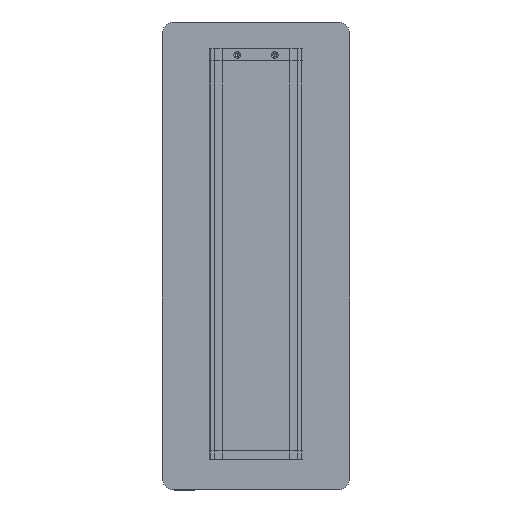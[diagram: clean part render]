
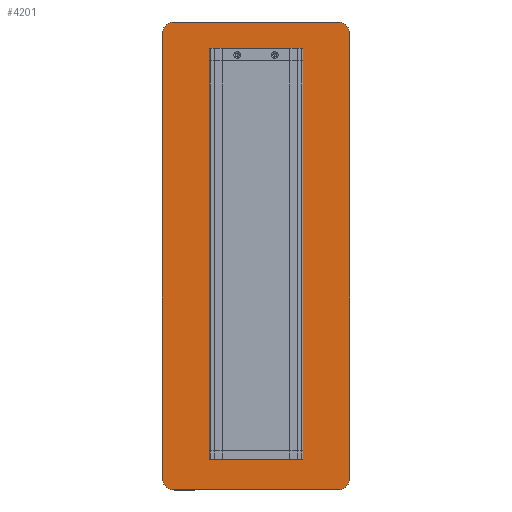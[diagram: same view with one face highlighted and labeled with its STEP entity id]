
A CAD part, top view. The second image highlights one B-rep face of the part: STEP entity #4201.
In plain terms, the highlighted planar face has unit normal (0, 0, 1).
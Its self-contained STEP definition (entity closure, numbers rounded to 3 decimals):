
#226=PLANE('',#4683);
#610=LINE('',#7100,#1004);
#614=LINE('',#7112,#1008);
#618=LINE('',#7124,#1012);
#621=LINE('',#7133,#1015);
#1004=VECTOR('',#5861,1000.);
#1008=VECTOR('',#5873,1000.);
#1012=VECTOR('',#5885,1000.);
#1015=VECTOR('',#5896,1000.);
#2136=ORIENTED_EDGE('',*,*,#2698,.T.);
#2137=ORIENTED_EDGE('',*,*,#2702,.T.);
#2138=ORIENTED_EDGE('',*,*,#2705,.T.);
#2139=ORIENTED_EDGE('',*,*,#2708,.T.);
#2140=ORIENTED_EDGE('',*,*,#2711,.T.);
#2141=ORIENTED_EDGE('',*,*,#2714,.T.);
#2142=ORIENTED_EDGE('',*,*,#2717,.T.);
#2143=ORIENTED_EDGE('',*,*,#2719,.T.);
#2698=EDGE_CURVE('',#3106,#3105,#3280,.T.);
#2702=EDGE_CURVE('',#3105,#3108,#610,.T.);
#2705=EDGE_CURVE('',#3108,#3110,#3282,.T.);
#2708=EDGE_CURVE('',#3110,#3112,#614,.T.);
#2711=EDGE_CURVE('',#3112,#3114,#3284,.T.);
#2714=EDGE_CURVE('',#3114,#3116,#618,.T.);
#2717=EDGE_CURVE('',#3116,#3118,#3286,.T.);
#2719=EDGE_CURVE('',#3118,#3106,#621,.T.);
#3105=VERTEX_POINT('',#7091);
#3106=VERTEX_POINT('',#7093);
#3108=VERTEX_POINT('',#7099);
#3110=VERTEX_POINT('',#7105);
#3112=VERTEX_POINT('',#7111);
#3114=VERTEX_POINT('',#7117);
#3116=VERTEX_POINT('',#7123);
#3118=VERTEX_POINT('',#7129);
#3280=CIRCLE('',#4669,15.);
#3282=CIRCLE('',#4673,15.);
#3284=CIRCLE('',#4677,15.);
#3286=CIRCLE('',#4681,15.);
#3584=EDGE_LOOP('',(#2136,#2137,#2138,#2139,#2140,#2141,#2142,#2143));
#3887=FACE_BOUND('',#3584,.T.);
#4201=ADVANCED_FACE('',(#3887),#226,.T.);
#4669=AXIS2_PLACEMENT_3D('',#7092,#5854,#5855);
#4673=AXIS2_PLACEMENT_3D('',#7106,#5867,#5868);
#4677=AXIS2_PLACEMENT_3D('',#7118,#5879,#5880);
#4681=AXIS2_PLACEMENT_3D('',#7130,#5891,#5892);
#4683=AXIS2_PLACEMENT_3D('',#7134,#5897,#5898);
#5854=DIRECTION('',(0.,0.,1.));
#5855=DIRECTION('',(1.,0.,0.));
#5861=DIRECTION('',(0.,-1.,0.));
#5867=DIRECTION('',(0.,0.,1.));
#5868=DIRECTION('',(1.,0.,0.));
#5873=DIRECTION('',(1.,0.,0.));
#5879=DIRECTION('',(0.,0.,1.));
#5880=DIRECTION('',(-1.,0.,0.));
#5885=DIRECTION('',(0.,1.,0.));
#5891=DIRECTION('',(0.,0.,1.));
#5892=DIRECTION('',(1.,0.,0.));
#5896=DIRECTION('',(-1.,0.,0.));
#5897=DIRECTION('',(0.,0.,1.));
#5898=DIRECTION('',(1.,0.,0.));
#7091=CARTESIAN_POINT('',(0.,225.,30.5));
#7092=CARTESIAN_POINT('',(15.,225.,30.5));
#7093=CARTESIAN_POINT('',(15.,240.,30.5));
#7099=CARTESIAN_POINT('',(0.,15.,30.5));
#7100=CARTESIAN_POINT('',(0.,225.,30.5));
#7105=CARTESIAN_POINT('',(15.,0.,30.5));
#7106=CARTESIAN_POINT('',(15.,15.,30.5));
#7111=CARTESIAN_POINT('',(585.,0.,30.5));
#7112=CARTESIAN_POINT('',(15.,0.,30.5));
#7117=CARTESIAN_POINT('',(600.,15.,30.5));
#7118=CARTESIAN_POINT('',(585.,15.,30.5));
#7123=CARTESIAN_POINT('',(600.,225.,30.5));
#7124=CARTESIAN_POINT('',(600.,15.,30.5));
#7129=CARTESIAN_POINT('',(585.,240.,30.5));
#7130=CARTESIAN_POINT('',(585.,225.,30.5));
#7133=CARTESIAN_POINT('',(585.,240.,30.5));
#7134=CARTESIAN_POINT('',(15.,225.,30.5));
